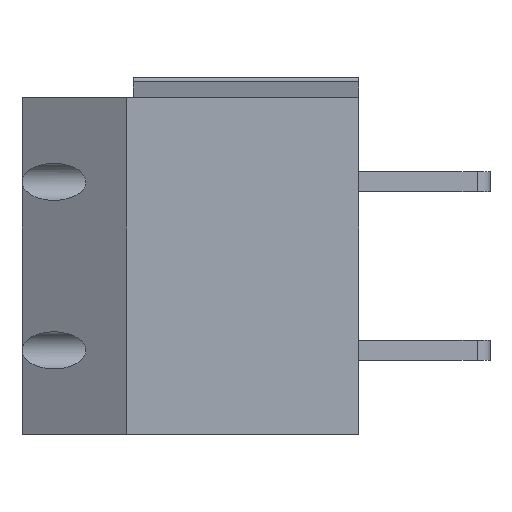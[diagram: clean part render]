
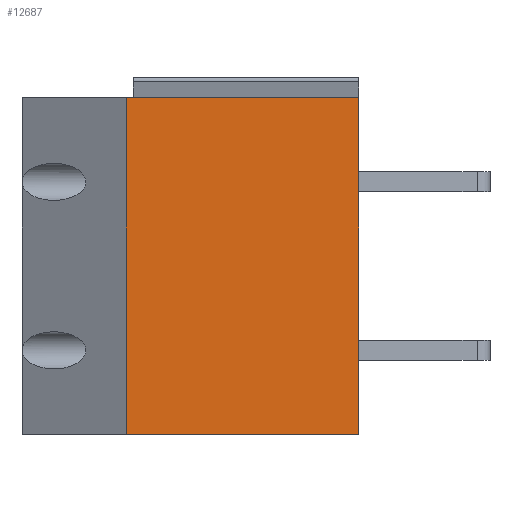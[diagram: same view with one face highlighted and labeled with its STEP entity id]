
A CAD part, left-side view. The second image highlights one B-rep face of the part: STEP entity #12687.
In plain terms, the highlighted planar face has unit normal (-1, 0, 0).
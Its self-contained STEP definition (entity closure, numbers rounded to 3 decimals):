
#324=PLANE('',#13350);
#1068=LINE('',#26627,#2129);
#1102=LINE('',#26721,#2163);
#1287=LINE('',#28368,#2348);
#1630=LINE('',#30131,#2691);
#2129=VECTOR('',#14340,10.);
#2163=VECTOR('',#14436,10.);
#2348=VECTOR('',#14713,10.);
#2691=VECTOR('',#15338,10.);
#3428=FACE_OUTER_BOUND('',#4124,.T.);
#4124=EDGE_LOOP('',(#10347,#10348,#10349,#10350));
#5106=VERTEX_POINT('',#26624);
#5107=VERTEX_POINT('',#26626);
#5134=VERTEX_POINT('',#26717);
#5136=VERTEX_POINT('',#26720);
#6429=EDGE_CURVE('',#5107,#5106,#1068,.T.);
#6475=EDGE_CURVE('',#5136,#5134,#1102,.T.);
#6814=EDGE_CURVE('',#5107,#5134,#1287,.T.);
#7297=EDGE_CURVE('',#5106,#5136,#1630,.T.);
#10347=ORIENTED_EDGE('',*,*,#6475,.T.);
#10348=ORIENTED_EDGE('',*,*,#6814,.F.);
#10349=ORIENTED_EDGE('',*,*,#6429,.T.);
#10350=ORIENTED_EDGE('',*,*,#7297,.T.);
#12687=ADVANCED_FACE('',(#3428),#324,.T.);
#13350=AXIS2_PLACEMENT_3D('',#30166,#15371,#15372);
#14340=DIRECTION('',(0.,0.,1.));
#14436=DIRECTION('',(0.,0.,-1.));
#14713=DIRECTION('',(0.,1.,0.));
#15338=DIRECTION('',(0.,1.,0.));
#15371=DIRECTION('center_axis',(-1.,0.,0.));
#15372=DIRECTION('ref_axis',(0.,0.,1.));
#26624=CARTESIAN_POINT('',(-4.5,0.,2.5));
#26626=CARTESIAN_POINT('',(-4.5,0.,-7.5));
#26627=CARTESIAN_POINT('',(-4.5,0.,-7.5));
#26717=CARTESIAN_POINT('',(-4.5,6.9,-7.5));
#26720=CARTESIAN_POINT('',(-4.5,6.9,2.5));
#26721=CARTESIAN_POINT('',(-4.5,6.9,-2.5));
#28368=CARTESIAN_POINT('',(-4.5,0.,-7.5));
#30131=CARTESIAN_POINT('',(-4.5,0.,2.5));
#30166=CARTESIAN_POINT('Origin',(-4.5,0.,-7.5));
